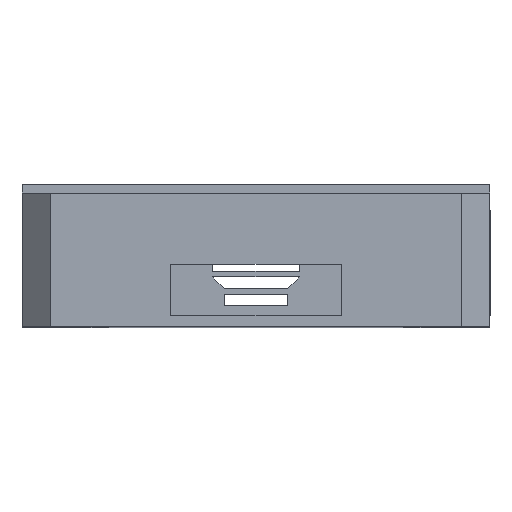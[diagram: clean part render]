
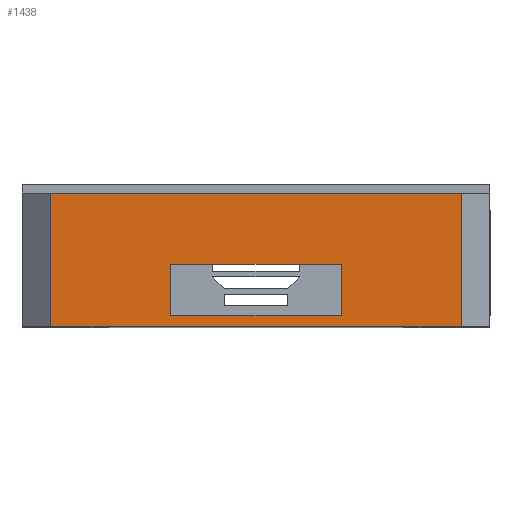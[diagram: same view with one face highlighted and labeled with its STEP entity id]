
A CAD part, top view. The second image highlights one B-rep face of the part: STEP entity #1438.
In plain terms, the highlighted planar face has unit normal (0, 0, 1).
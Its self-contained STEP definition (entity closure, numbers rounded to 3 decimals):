
#415 = LINE ( 'NONE', #905, #1343 ) ;
#421 = DIRECTION ( 'NONE',  ( 1., 0., 0. ) ) ;
#438 = PLANE ( 'NONE',  #3414 ) ;
#471 = VERTEX_POINT ( 'NONE', #1549 ) ;
#545 = EDGE_CURVE ( 'NONE', #4454, #4443, #1118, .T. ) ;
#640 = CARTESIAN_POINT ( 'NONE',  ( -30., 4., 79.25 ) ) ;
#729 = CARTESIAN_POINT ( 'NONE',  ( -72.25, 0., 79.25 ) ) ;
#801 = EDGE_CURVE ( 'NONE', #1326, #1120, #2817, .T. ) ;
#833 = ORIENTED_EDGE ( 'NONE', *, *, #2636, .T. ) ;
#836 = LINE ( 'NONE', #1226, #3250 ) ;
#905 = CARTESIAN_POINT ( 'NONE',  ( 72.25, 47., 79.25 ) ) ;
#923 = VERTEX_POINT ( 'NONE', #1821 ) ;
#928 = LINE ( 'NONE', #4298, #3394 ) ;
#1072 = ORIENTED_EDGE ( 'NONE', *, *, #801, .T. ) ;
#1103 = FACE_BOUND ( 'NONE', #1596, .T. ) ;
#1118 = LINE ( 'NONE', #640, #1433 ) ;
#1120 = VERTEX_POINT ( 'NONE', #2958 ) ;
#1154 = VECTOR ( 'NONE', #2069, 1000. ) ;
#1226 = CARTESIAN_POINT ( 'NONE',  ( -30., 4., 79.25 ) ) ;
#1245 = DIRECTION ( 'NONE',  ( 0., 0., -1. ) ) ;
#1326 = VERTEX_POINT ( 'NONE', #5051 ) ;
#1343 = VECTOR ( 'NONE', #1679, 1000. ) ;
#1364 = ORIENTED_EDGE ( 'NONE', *, *, #1995, .T. ) ;
#1386 = LINE ( 'NONE', #5010, #1407 ) ;
#1407 = VECTOR ( 'NONE', #2521, 1000. ) ;
#1433 = VECTOR ( 'NONE', #1507, 1000. ) ;
#1438 = ADVANCED_FACE ( 'NONE', ( #1103, #2759 ), #438, .F. ) ;
#1507 = DIRECTION ( 'NONE',  ( 0., -1., 0. ) ) ;
#1549 = CARTESIAN_POINT ( 'NONE',  ( 72.25, 0., 79.25 ) ) ;
#1554 = LINE ( 'NONE', #5284, #4893 ) ;
#1596 = EDGE_LOOP ( 'NONE', ( #4332, #2033, #3697, #3540 ) ) ;
#1640 = EDGE_LOOP ( 'NONE', ( #1364, #833, #1072, #3789 ) ) ;
#1679 = DIRECTION ( 'NONE',  ( 0., 1., 0. ) ) ;
#1806 = DIRECTION ( 'NONE',  ( 0., 1., 0. ) ) ;
#1821 = CARTESIAN_POINT ( 'NONE',  ( 30., 4., 79.25 ) ) ;
#1995 = EDGE_CURVE ( 'NONE', #3659, #471, #1554, .T. ) ;
#2033 = ORIENTED_EDGE ( 'NONE', *, *, #4444, .F. ) ;
#2069 = DIRECTION ( 'NONE',  ( -1., 0., 0. ) ) ;
#2521 = DIRECTION ( 'NONE',  ( 0., -1., 0. ) ) ;
#2636 = EDGE_CURVE ( 'NONE', #471, #1326, #415, .T. ) ;
#2647 = CARTESIAN_POINT ( 'NONE',  ( -30., 4., 79.25 ) ) ;
#2759 = FACE_OUTER_BOUND ( 'NONE', #1640, .T. ) ;
#2817 = LINE ( 'NONE', #5374, #4626 ) ;
#2926 = DIRECTION ( 'NONE',  ( -1., 0., 0. ) ) ;
#2958 = CARTESIAN_POINT ( 'NONE',  ( -72.25, 47., 79.25 ) ) ;
#3057 = EDGE_CURVE ( 'NONE', #4443, #923, #836, .T. ) ;
#3171 = EDGE_CURVE ( 'NONE', #1120, #3659, #1386, .T. ) ;
#3250 = VECTOR ( 'NONE', #421, 1000. ) ;
#3312 = CARTESIAN_POINT ( 'NONE',  ( 0., 0., 79.25 ) ) ;
#3394 = VECTOR ( 'NONE', #1806, 1000. ) ;
#3414 = AXIS2_PLACEMENT_3D ( 'NONE', #3312, #1245, #2926 ) ;
#3540 = ORIENTED_EDGE ( 'NONE', *, *, #545, .F. ) ;
#3609 = EDGE_CURVE ( 'NONE', #4738, #4454, #4098, .T. ) ;
#3659 = VERTEX_POINT ( 'NONE', #729 ) ;
#3679 = DIRECTION ( 'NONE',  ( 1., 0., 0. ) ) ;
#3697 = ORIENTED_EDGE ( 'NONE', *, *, #3057, .F. ) ;
#3789 = ORIENTED_EDGE ( 'NONE', *, *, #3171, .T. ) ;
#3878 = CARTESIAN_POINT ( 'NONE',  ( 30., 22., 79.25 ) ) ;
#4098 = LINE ( 'NONE', #4878, #1154 ) ;
#4298 = CARTESIAN_POINT ( 'NONE',  ( 30., 4., 79.25 ) ) ;
#4332 = ORIENTED_EDGE ( 'NONE', *, *, #3609, .F. ) ;
#4443 = VERTEX_POINT ( 'NONE', #2647 ) ;
#4444 = EDGE_CURVE ( 'NONE', #923, #4738, #928, .T. ) ;
#4454 = VERTEX_POINT ( 'NONE', #4757 ) ;
#4486 = DIRECTION ( 'NONE',  ( -1., 0., 0. ) ) ;
#4626 = VECTOR ( 'NONE', #4486, 1000. ) ;
#4738 = VERTEX_POINT ( 'NONE', #3878 ) ;
#4757 = CARTESIAN_POINT ( 'NONE',  ( -30., 22., 79.25 ) ) ;
#4878 = CARTESIAN_POINT ( 'NONE',  ( -30., 22., 79.25 ) ) ;
#4893 = VECTOR ( 'NONE', #3679, 1000. ) ;
#5010 = CARTESIAN_POINT ( 'NONE',  ( -72.25, 0., 79.25 ) ) ;
#5051 = CARTESIAN_POINT ( 'NONE',  ( 72.25, 47., 79.25 ) ) ;
#5284 = CARTESIAN_POINT ( 'NONE',  ( -82.25, 0., 79.25 ) ) ;
#5374 = CARTESIAN_POINT ( 'NONE',  ( -82.25, 47., 79.25 ) ) ;
